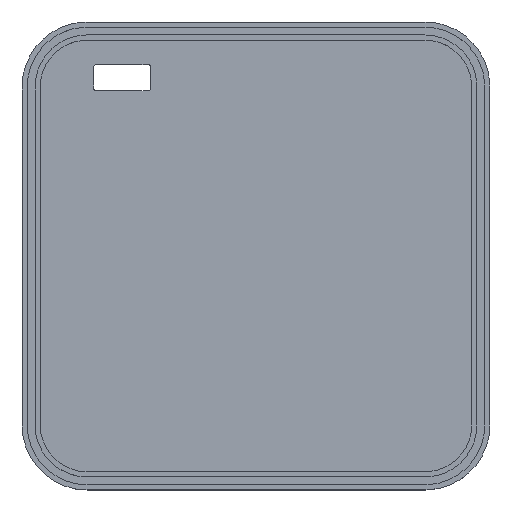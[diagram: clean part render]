
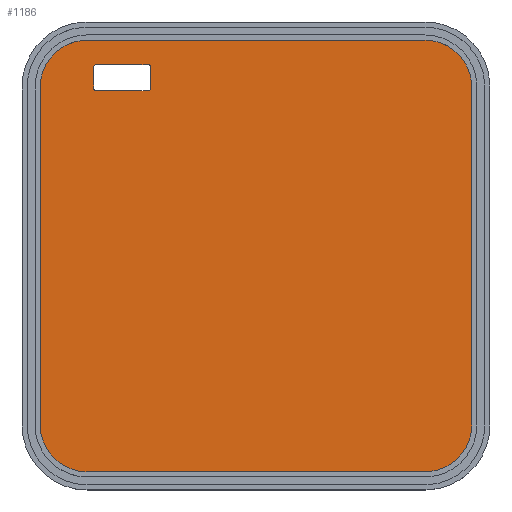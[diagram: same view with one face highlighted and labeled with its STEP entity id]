
A CAD part, top view. The second image highlights one B-rep face of the part: STEP entity #1186.
In plain terms, the highlighted planar face has unit normal (0, 0, 1).
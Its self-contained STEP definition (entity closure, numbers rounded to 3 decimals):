
#20=FACE_BOUND('',#192,.T.);
#62=PLANE('',#1290);
#124=FACE_OUTER_BOUND('',#191,.T.);
#191=EDGE_LOOP('',(#1086,#1087,#1088,#1089,#1090,#1091,#1092,#1093,#1094,
#1095,#1096));
#192=EDGE_LOOP('',(#1097,#1098,#1099,#1100,#1101,#1102,#1103,#1104));
#197=LINE('',#1640,#325);
#200=LINE('',#1651,#328);
#205=LINE('',#1664,#333);
#207=LINE('',#1672,#335);
#211=LINE('',#1685,#339);
#215=LINE('',#1697,#343);
#218=LINE('',#1703,#346);
#222=LINE('',#1715,#350);
#225=LINE('',#1721,#353);
#229=LINE('',#1733,#357);
#232=LINE('',#1738,#360);
#325=VECTOR('',#1305,10.);
#328=VECTOR('',#1316,10.);
#333=VECTOR('',#1329,10.);
#335=VECTOR('',#1339,10.);
#339=VECTOR('',#1351,10.);
#343=VECTOR('',#1363,10.);
#346=VECTOR('',#1368,10.);
#350=VECTOR('',#1380,10.);
#353=VECTOR('',#1385,10.);
#357=VECTOR('',#1397,10.);
#360=VECTOR('',#1402,10.);
#450=CIRCLE('',#1191,1.);
#452=CIRCLE('',#1195,1.);
#454=CIRCLE('',#1199,1.);
#456=CIRCLE('',#1203,1.);
#457=CIRCLE('',#1206,18.);
#459=CIRCLE('',#1210,18.);
#461=CIRCLE('',#1215,18.);
#463=CIRCLE('',#1220,18.);
#491=VERTEX_POINT('',#1630);
#492=VERTEX_POINT('',#1632);
#494=VERTEX_POINT('',#1638);
#497=VERTEX_POINT('',#1645);
#498=VERTEX_POINT('',#1647);
#500=VERTEX_POINT('',#1656);
#502=VERTEX_POINT('',#1662);
#504=VERTEX_POINT('',#1668);
#505=VERTEX_POINT('',#1675);
#506=VERTEX_POINT('',#1676);
#509=VERTEX_POINT('',#1684);
#511=VERTEX_POINT('',#1690);
#513=VERTEX_POINT('',#1696);
#515=VERTEX_POINT('',#1702);
#517=VERTEX_POINT('',#1708);
#519=VERTEX_POINT('',#1714);
#521=VERTEX_POINT('',#1720);
#523=VERTEX_POINT('',#1726);
#525=VERTEX_POINT('',#1732);
#603=EDGE_CURVE('',#491,#492,#450,.T.);
#607=EDGE_CURVE('',#491,#494,#197,.T.);
#610=EDGE_CURVE('',#497,#498,#452,.T.);
#612=EDGE_CURVE('',#497,#492,#200,.T.);
#616=EDGE_CURVE('',#500,#494,#454,.T.);
#619=EDGE_CURVE('',#500,#502,#205,.T.);
#622=EDGE_CURVE('',#504,#502,#456,.T.);
#623=EDGE_CURVE('',#504,#498,#207,.T.);
#625=EDGE_CURVE('',#505,#506,#457,.T.);
#629=EDGE_CURVE('',#506,#509,#211,.T.);
#632=EDGE_CURVE('',#509,#511,#459,.T.);
#635=EDGE_CURVE('',#511,#513,#215,.T.);
#638=EDGE_CURVE('',#513,#515,#218,.T.);
#641=EDGE_CURVE('',#515,#517,#461,.T.);
#644=EDGE_CURVE('',#517,#519,#222,.T.);
#647=EDGE_CURVE('',#519,#521,#225,.T.);
#650=EDGE_CURVE('',#521,#523,#463,.T.);
#653=EDGE_CURVE('',#523,#525,#229,.T.);
#656=EDGE_CURVE('',#525,#505,#232,.T.);
#1086=ORIENTED_EDGE('',*,*,#625,.T.);
#1087=ORIENTED_EDGE('',*,*,#629,.T.);
#1088=ORIENTED_EDGE('',*,*,#632,.T.);
#1089=ORIENTED_EDGE('',*,*,#635,.T.);
#1090=ORIENTED_EDGE('',*,*,#638,.T.);
#1091=ORIENTED_EDGE('',*,*,#641,.T.);
#1092=ORIENTED_EDGE('',*,*,#644,.T.);
#1093=ORIENTED_EDGE('',*,*,#647,.T.);
#1094=ORIENTED_EDGE('',*,*,#650,.T.);
#1095=ORIENTED_EDGE('',*,*,#653,.T.);
#1096=ORIENTED_EDGE('',*,*,#656,.T.);
#1097=ORIENTED_EDGE('',*,*,#623,.T.);
#1098=ORIENTED_EDGE('',*,*,#610,.F.);
#1099=ORIENTED_EDGE('',*,*,#612,.T.);
#1100=ORIENTED_EDGE('',*,*,#603,.F.);
#1101=ORIENTED_EDGE('',*,*,#607,.T.);
#1102=ORIENTED_EDGE('',*,*,#616,.F.);
#1103=ORIENTED_EDGE('',*,*,#619,.T.);
#1104=ORIENTED_EDGE('',*,*,#622,.F.);
#1186=ADVANCED_FACE('',(#124,#20),#62,.F.);
#1191=AXIS2_PLACEMENT_3D('',#1633,#1298,#1299);
#1195=AXIS2_PLACEMENT_3D('',#1648,#1311,#1312);
#1199=AXIS2_PLACEMENT_3D('',#1658,#1323,#1324);
#1203=AXIS2_PLACEMENT_3D('',#1670,#1335,#1336);
#1206=AXIS2_PLACEMENT_3D('',#1677,#1343,#1344);
#1210=AXIS2_PLACEMENT_3D('',#1691,#1356,#1357);
#1215=AXIS2_PLACEMENT_3D('',#1709,#1373,#1374);
#1220=AXIS2_PLACEMENT_3D('',#1727,#1390,#1391);
#1290=AXIS2_PLACEMENT_3D('',#1967,#1623,#1624);
#1298=DIRECTION('center_axis',(0.,0.,1.));
#1299=DIRECTION('ref_axis',(-0.707,0.707,0.));
#1305=DIRECTION('',(1.,0.,0.));
#1311=DIRECTION('center_axis',(0.,0.,1.));
#1312=DIRECTION('ref_axis',(-0.707,-0.707,0.));
#1316=DIRECTION('',(0.,1.,0.));
#1323=DIRECTION('center_axis',(0.,0.,1.));
#1324=DIRECTION('ref_axis',(0.707,0.707,0.));
#1329=DIRECTION('',(0.,-1.,0.));
#1335=DIRECTION('center_axis',(0.,0.,1.));
#1336=DIRECTION('ref_axis',(0.707,-0.707,0.));
#1339=DIRECTION('',(-1.,0.,0.));
#1343=DIRECTION('center_axis',(0.,0.,1.));
#1344=DIRECTION('ref_axis',(-0.076,0.997,0.));
#1351=DIRECTION('',(0.,-1.,0.));
#1356=DIRECTION('center_axis',(0.,0.,1.));
#1357=DIRECTION('ref_axis',(-1.,0.,0.));
#1363=DIRECTION('',(1.,0.,0.));
#1368=DIRECTION('',(0.999,0.044,0.));
#1373=DIRECTION('center_axis',(0.,0.,1.));
#1374=DIRECTION('ref_axis',(0.076,-0.997,0.));
#1380=DIRECTION('',(0.,1.,0.));
#1385=DIRECTION('',(-0.044,0.999,0.));
#1390=DIRECTION('center_axis',(0.,0.,1.));
#1391=DIRECTION('ref_axis',(0.997,0.076,0.));
#1397=DIRECTION('',(-1.,0.,0.));
#1402=DIRECTION('',(-0.999,-0.044,0.));
#1623=DIRECTION('center_axis',(0.,0.,-1.));
#1624=DIRECTION('ref_axis',(1.,0.,0.));
#1630=CARTESIAN_POINT('',(13.5,148.582,0.));
#1632=CARTESIAN_POINT('',(12.5,147.582,0.));
#1633=CARTESIAN_POINT('Origin',(13.5,147.582,0.));
#1638=CARTESIAN_POINT('',(33.5,148.582,0.));
#1640=CARTESIAN_POINT('',(54.75,148.582,0.));
#1645=CARTESIAN_POINT('',(12.5,139.582,0.));
#1647=CARTESIAN_POINT('',(13.5,138.582,0.));
#1648=CARTESIAN_POINT('Origin',(13.5,139.582,0.));
#1651=CARTESIAN_POINT('',(12.5,111.791,0.));
#1656=CARTESIAN_POINT('',(34.5,147.582,0.));
#1658=CARTESIAN_POINT('Origin',(33.5,147.582,0.));
#1662=CARTESIAN_POINT('',(34.5,139.582,0.));
#1664=CARTESIAN_POINT('',(34.5,106.791,0.));
#1668=CARTESIAN_POINT('',(33.5,138.582,0.));
#1670=CARTESIAN_POINT('Origin',(33.5,139.582,0.));
#1672=CARTESIAN_POINT('',(43.75,138.582,0.));
#1675=CARTESIAN_POINT('',(8.631,157.948,0.));
#1676=CARTESIAN_POINT('',(-8.,140.,0.));
#1677=CARTESIAN_POINT('Origin',(10.,140.,0.));
#1684=CARTESIAN_POINT('',(-8.,10.,0.));
#1685=CARTESIAN_POINT('',(-8.,42.5,0.));
#1690=CARTESIAN_POINT('',(10.,-8.,0.));
#1691=CARTESIAN_POINT('Origin',(10.,10.,0.));
#1696=CARTESIAN_POINT('',(140.174,-8.,0.));
#1697=CARTESIAN_POINT('',(107.587,-8.,0.));
#1702=CARTESIAN_POINT('',(141.37,-7.948,0.));
#1703=CARTESIAN_POINT('',(110.054,-9.314,0.));
#1708=CARTESIAN_POINT('',(158.,10.,0.));
#1709=CARTESIAN_POINT('Origin',(140.,10.,0.));
#1714=CARTESIAN_POINT('',(158.,140.174,0.));
#1715=CARTESIAN_POINT('',(158.,107.587,0.));
#1720=CARTESIAN_POINT('',(157.948,141.37,0.));
#1721=CARTESIAN_POINT('',(159.313,110.052,0.));
#1726=CARTESIAN_POINT('',(140.,158.,0.));
#1727=CARTESIAN_POINT('Origin',(140.,140.,0.));
#1732=CARTESIAN_POINT('',(9.826,158.,0.));
#1733=CARTESIAN_POINT('',(42.413,158.,0.));
#1738=CARTESIAN_POINT('',(39.948,159.313,0.));
#1967=CARTESIAN_POINT('Origin',(75.,75.,0.));
